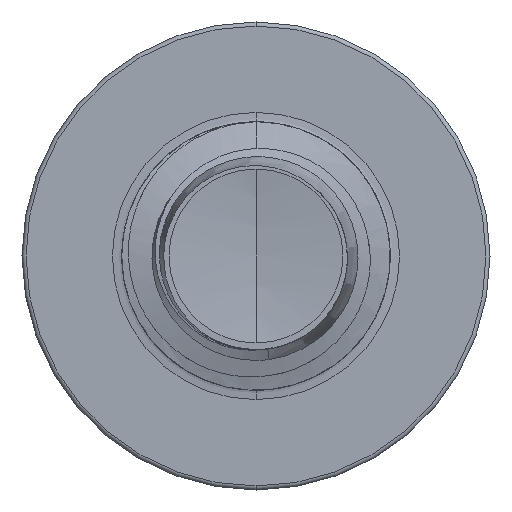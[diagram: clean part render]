
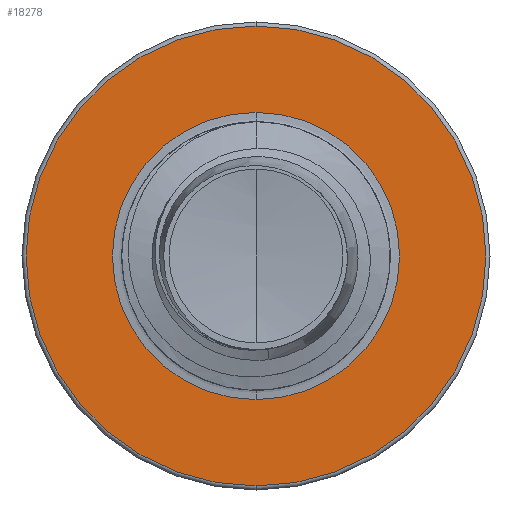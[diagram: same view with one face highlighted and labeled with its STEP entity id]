
A CAD part, front view. The second image highlights one B-rep face of the part: STEP entity #18278.
In plain terms, the highlighted planar face has unit normal (0, -1, 0).
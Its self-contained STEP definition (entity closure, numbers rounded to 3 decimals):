
#123 = FACE_OUTER_BOUND ( 'NONE', #18068, .T. ) ;
#284 = ORIENTED_EDGE ( 'NONE', *, *, #18568, .T. ) ;
#359 = DIRECTION ( 'NONE',  ( 0., 1., 0. ) ) ;
#616 = CARTESIAN_POINT ( 'NONE',  ( 0., 9., 0. ) ) ;
#621 = DIRECTION ( 'NONE',  ( 0., 1., 0. ) ) ;
#1595 = AXIS2_PLACEMENT_3D ( 'NONE', #10809, #359, #12225 ) ;
#2493 = DIRECTION ( 'NONE',  ( 0., 0., 1. ) ) ;
#2523 = ORIENTED_EDGE ( 'NONE', *, *, #16589, .F. ) ;
#2543 = EDGE_LOOP ( 'NONE', ( #284, #5509 ) ) ;
#4015 = CARTESIAN_POINT ( 'NONE',  ( 0., 9., -1.872 ) ) ;
#4750 = CARTESIAN_POINT ( 'NONE',  ( 0., 9., 2.998 ) ) ;
#4975 = DIRECTION ( 'NONE',  ( 0., 1., 0. ) ) ;
#5279 = AXIS2_PLACEMENT_3D ( 'NONE', #616, #12412, #2493 ) ;
#5491 = VERTEX_POINT ( 'NONE', #4015 ) ;
#5509 = ORIENTED_EDGE ( 'NONE', *, *, #15177, .T. ) ;
#5572 = VERTEX_POINT ( 'NONE', #19748 ) ;
#5845 = ORIENTED_EDGE ( 'NONE', *, *, #18633, .F. ) ;
#6091 = AXIS2_PLACEMENT_3D ( 'NONE', #10985, #621, #12414 ) ;
#6692 = AXIS2_PLACEMENT_3D ( 'NONE', #14504, #4975, #16031 ) ;
#8336 = AXIS2_PLACEMENT_3D ( 'NONE', #8732, #19238, #10392 ) ;
#8732 = CARTESIAN_POINT ( 'NONE',  ( 0., 9., -1.872 ) ) ;
#8803 = PLANE ( 'NONE',  #8336 ) ;
#10392 = DIRECTION ( 'NONE',  ( 0., 0., 1. ) ) ;
#10809 = CARTESIAN_POINT ( 'NONE',  ( 0., 9., 0. ) ) ;
#10985 = CARTESIAN_POINT ( 'NONE',  ( 0., 9., 0. ) ) ;
#11688 = CIRCLE ( 'NONE', #6091, 2.998 ) ;
#12127 = CIRCLE ( 'NONE', #1595, 1.872 ) ;
#12225 = DIRECTION ( 'NONE',  ( 0., 0., 1. ) ) ;
#12412 = DIRECTION ( 'NONE',  ( 0., 1., 0. ) ) ;
#12414 = DIRECTION ( 'NONE',  ( 0., 0., 1. ) ) ;
#13054 = FACE_BOUND ( 'NONE', #2543, .T. ) ;
#14192 = CARTESIAN_POINT ( 'NONE',  ( 0., 9., 1.872 ) ) ;
#14504 = CARTESIAN_POINT ( 'NONE',  ( 0., 9., 0. ) ) ;
#15177 = EDGE_CURVE ( 'NONE', #5491, #16833, #16811, .T. ) ;
#15720 = VERTEX_POINT ( 'NONE', #4750 ) ;
#16031 = DIRECTION ( 'NONE',  ( 0., 0., 1. ) ) ;
#16589 = EDGE_CURVE ( 'NONE', #15720, #5572, #19130, .T. ) ;
#16811 = CIRCLE ( 'NONE', #6692, 1.872 ) ;
#16833 = VERTEX_POINT ( 'NONE', #14192 ) ;
#18068 = EDGE_LOOP ( 'NONE', ( #2523, #5845 ) ) ;
#18278 = ADVANCED_FACE ( 'NONE', ( #123, #13054 ), #8803, .F. ) ;
#18568 = EDGE_CURVE ( 'NONE', #16833, #5491, #12127, .T. ) ;
#18633 = EDGE_CURVE ( 'NONE', #5572, #15720, #11688, .T. ) ;
#19130 = CIRCLE ( 'NONE', #5279, 2.998 ) ;
#19238 = DIRECTION ( 'NONE',  ( 0., 1., 0. ) ) ;
#19748 = CARTESIAN_POINT ( 'NONE',  ( 0., 9., -2.997 ) ) ;
